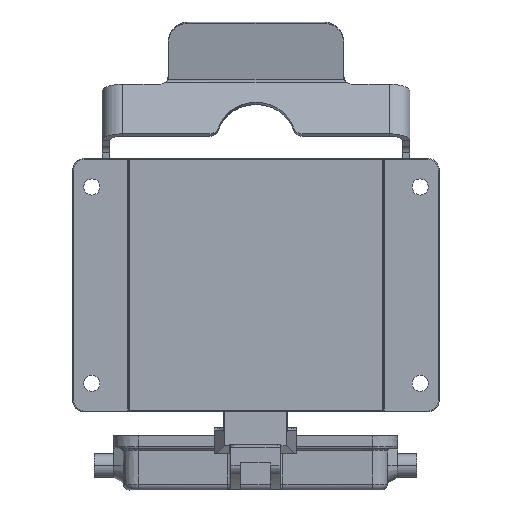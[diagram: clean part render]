
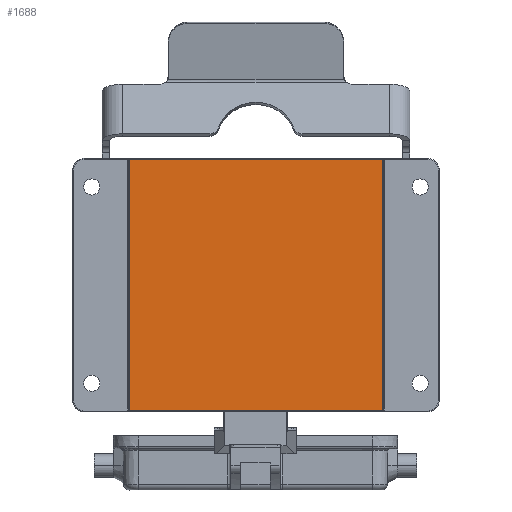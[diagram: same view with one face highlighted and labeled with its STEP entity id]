
A CAD part, front view. The second image highlights one B-rep face of the part: STEP entity #1688.
In plain terms, the highlighted planar face has unit normal (0, -1, 0).
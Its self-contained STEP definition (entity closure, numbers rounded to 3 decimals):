
#797=FACE_OUTER_BOUND('',#5892,.T.);
#1688=ADVANCED_FACE('',(#797),#2545,.T.);
#2545=PLANE('',#16190);
#3573=LINE('',#23464,#4703);
#3574=LINE('',#23471,#4704);
#3575=LINE('',#23473,#4705);
#3576=LINE('',#23475,#4706);
#4703=VECTOR('',#18139,1.);
#4704=VECTOR('',#18142,1.);
#4705=VECTOR('',#18143,1.);
#4706=VECTOR('',#18144,1.);
#5892=EDGE_LOOP('',(#7413,#7414,#7415,#7416));
#7413=ORIENTED_EDGE('',*,*,#13370,.T.);
#7414=ORIENTED_EDGE('',*,*,#13371,.T.);
#7415=ORIENTED_EDGE('',*,*,#13372,.T.);
#7416=ORIENTED_EDGE('',*,*,#13368,.T.);
#11761=VERTEX_POINT('',#23463);
#11762=VERTEX_POINT('',#23465);
#11763=VERTEX_POINT('',#23472);
#11764=VERTEX_POINT('',#23474);
#13368=EDGE_CURVE('',#11762,#11761,#3573,.T.);
#13370=EDGE_CURVE('',#11761,#11763,#3574,.T.);
#13371=EDGE_CURVE('',#11763,#11764,#3575,.T.);
#13372=EDGE_CURVE('',#11764,#11762,#3576,.T.);
#16190=AXIS2_PLACEMENT_3D('',#23476,#18145,#18146);
#18139=DIRECTION('',(0.,0.,-1.));
#18142=DIRECTION('',(1.,0.,0.));
#18143=DIRECTION('',(0.,0.,1.));
#18144=DIRECTION('',(-1.,0.,0.));
#18145=DIRECTION('',(0.,-1.,0.));
#18146=DIRECTION('',(1.,0.,0.));
#23463=CARTESIAN_POINT('',(-43.2,-34.026,-7.901));
#23464=CARTESIAN_POINT('',(-43.2,-34.026,77.954));
#23465=CARTESIAN_POINT('',(-43.2,-34.026,77.954));
#23471=CARTESIAN_POINT('',(-43.2,-34.026,-7.901));
#23472=CARTESIAN_POINT('',(43.2,-34.026,-7.901));
#23473=CARTESIAN_POINT('',(43.2,-34.026,-7.901));
#23474=CARTESIAN_POINT('',(43.2,-34.026,77.954));
#23475=CARTESIAN_POINT('',(43.2,-34.026,77.954));
#23476=CARTESIAN_POINT('',(0.,-34.026,35.026));
